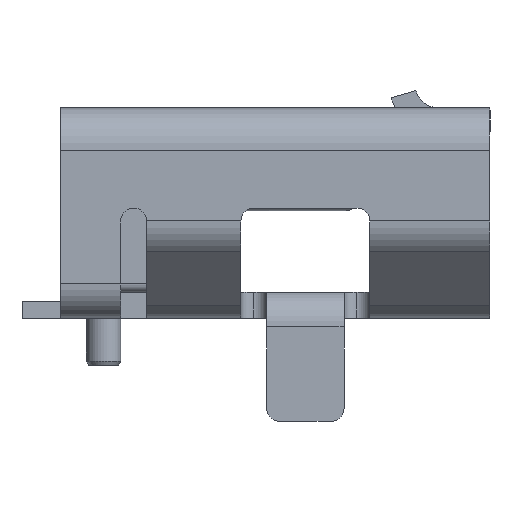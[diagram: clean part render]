
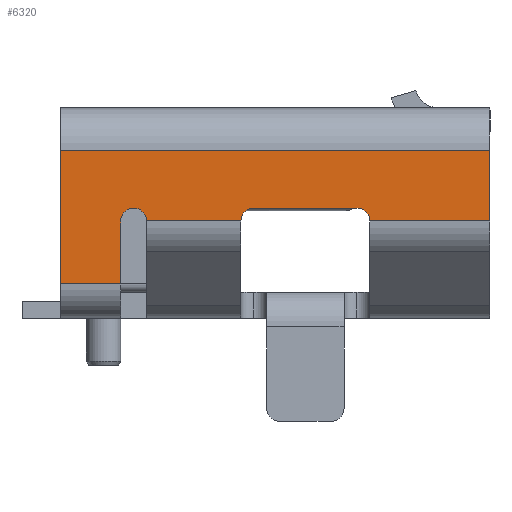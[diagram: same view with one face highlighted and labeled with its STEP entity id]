
A CAD part, left-side view. The second image highlights one B-rep face of the part: STEP entity #6320.
In plain terms, the highlighted planar face has unit normal (-1, 0, 0).
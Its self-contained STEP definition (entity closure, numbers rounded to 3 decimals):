
#6320 = ADVANCED_FACE('',(#6321),#6423,.F.);
#6321 = FACE_BOUND('',#6322,.T.);
#6322 = EDGE_LOOP('',(#6323,#6333,#6342,#6350,#6359,#6367,#6375,#6383,
    #6391,#6399,#6407,#6416));
#6323 = ORIENTED_EDGE('',*,*,#6324,.F.);
#6324 = EDGE_CURVE('',#6325,#6327,#6329,.T.);
#6325 = VERTEX_POINT('',#6326);
#6326 = CARTESIAN_POINT('',(-3.75,-0.547,1.133
    ));
#6327 = VERTEX_POINT('',#6328);
#6328 = CARTESIAN_POINT('',(-3.75,0.553,1.133)
  );
#6329 = LINE('',#6330,#6331);
#6330 = CARTESIAN_POINT('',(-3.75,-3.447,1.133
    ));
#6331 = VECTOR('',#6332,1.);
#6332 = DIRECTION('',(0.,1.,0.));
#6333 = ORIENTED_EDGE('',*,*,#6334,.T.);
#6334 = EDGE_CURVE('',#6325,#6335,#6337,.T.);
#6335 = VERTEX_POINT('',#6336);
#6336 = CARTESIAN_POINT('',(-3.75,-0.697,
    1.283));
#6337 = CIRCLE('',#6338,0.15);
#6338 = AXIS2_PLACEMENT_3D('',#6339,#6340,#6341);
#6339 = CARTESIAN_POINT('',(-3.75,-0.697,1.133
    ));
#6340 = DIRECTION('',(1.,0.,-0.));
#6341 = DIRECTION('',(0.,1.,0.));
#6342 = ORIENTED_EDGE('',*,*,#6343,.T.);
#6343 = EDGE_CURVE('',#6335,#6344,#6346,.T.);
#6344 = VERTEX_POINT('',#6345);
#6345 = CARTESIAN_POINT('',(-3.75,-1.897,
    1.283));
#6346 = LINE('',#6347,#6348);
#6347 = CARTESIAN_POINT('',(-3.75,-0.547,
    1.283));
#6348 = VECTOR('',#6349,1.);
#6349 = DIRECTION('',(0.,-1.,0.));
#6350 = ORIENTED_EDGE('',*,*,#6351,.T.);
#6351 = EDGE_CURVE('',#6344,#6352,#6354,.T.);
#6352 = VERTEX_POINT('',#6353);
#6353 = CARTESIAN_POINT('',(-3.75,-2.047,1.133
    ));
#6354 = CIRCLE('',#6355,0.15);
#6355 = AXIS2_PLACEMENT_3D('',#6356,#6357,#6358);
#6356 = CARTESIAN_POINT('',(-3.75,-1.897,1.133
    ));
#6357 = DIRECTION('',(1.,0.,-0.));
#6358 = DIRECTION('',(0.,1.,0.));
#6359 = ORIENTED_EDGE('',*,*,#6360,.F.);
#6360 = EDGE_CURVE('',#6361,#6352,#6363,.T.);
#6361 = VERTEX_POINT('',#6362);
#6362 = CARTESIAN_POINT('',(-3.75,-3.447,1.133
    ));
#6363 = LINE('',#6364,#6365);
#6364 = CARTESIAN_POINT('',(-3.75,-3.447,1.133
    ));
#6365 = VECTOR('',#6366,1.);
#6366 = DIRECTION('',(0.,1.,0.));
#6367 = ORIENTED_EDGE('',*,*,#6368,.F.);
#6368 = EDGE_CURVE('',#6369,#6361,#6371,.T.);
#6369 = VERTEX_POINT('',#6370);
#6370 = CARTESIAN_POINT('',(-3.75,-3.447,
    1.95));
#6371 = LINE('',#6372,#6373);
#6372 = CARTESIAN_POINT('',(-3.75,-3.447,1.133
    ));
#6373 = VECTOR('',#6374,1.);
#6374 = DIRECTION('',(0.,0.,-1.));
#6375 = ORIENTED_EDGE('',*,*,#6376,.T.);
#6376 = EDGE_CURVE('',#6369,#6377,#6379,.T.);
#6377 = VERTEX_POINT('',#6378);
#6378 = CARTESIAN_POINT('',(-3.75,1.553,1.95
    ));
#6379 = LINE('',#6380,#6381);
#6380 = CARTESIAN_POINT('',(-3.75,-3.447,
    1.95));
#6381 = VECTOR('',#6382,1.);
#6382 = DIRECTION('',(0.,1.,0.));
#6383 = ORIENTED_EDGE('',*,*,#6384,.T.);
#6384 = EDGE_CURVE('',#6377,#6385,#6387,.T.);
#6385 = VERTEX_POINT('',#6386);
#6386 = CARTESIAN_POINT('',(-3.75,1.553,0.4
    ));
#6387 = LINE('',#6388,#6389);
#6388 = CARTESIAN_POINT('',(-3.75,1.553,1.133)
  );
#6389 = VECTOR('',#6390,1.);
#6390 = DIRECTION('',(0.,0.,-1.));
#6391 = ORIENTED_EDGE('',*,*,#6392,.F.);
#6392 = EDGE_CURVE('',#6393,#6385,#6395,.T.);
#6393 = VERTEX_POINT('',#6394);
#6394 = CARTESIAN_POINT('',(-3.75,0.853,0.4
    ));
#6395 = LINE('',#6396,#6397);
#6396 = CARTESIAN_POINT('',(-3.75,-1.137,
    0.4));
#6397 = VECTOR('',#6398,1.);
#6398 = DIRECTION('',(0.,1.,0.));
#6399 = ORIENTED_EDGE('',*,*,#6400,.F.);
#6400 = EDGE_CURVE('',#6401,#6393,#6403,.T.);
#6401 = VERTEX_POINT('',#6402);
#6402 = CARTESIAN_POINT('',(-3.75,0.853,1.133)
  );
#6403 = LINE('',#6404,#6405);
#6404 = CARTESIAN_POINT('',(-3.75,0.853,1.283
    ));
#6405 = VECTOR('',#6406,1.);
#6406 = DIRECTION('',(0.,0.,-1.));
#6407 = ORIENTED_EDGE('',*,*,#6408,.T.);
#6408 = EDGE_CURVE('',#6401,#6409,#6411,.T.);
#6409 = VERTEX_POINT('',#6410);
#6410 = CARTESIAN_POINT('',(-3.75,0.703,1.283
    ));
#6411 = CIRCLE('',#6412,0.15);
#6412 = AXIS2_PLACEMENT_3D('',#6413,#6414,#6415);
#6413 = CARTESIAN_POINT('',(-3.75,0.703,1.133)
  );
#6414 = DIRECTION('',(1.,0.,-0.));
#6415 = DIRECTION('',(0.,1.,0.));
#6416 = ORIENTED_EDGE('',*,*,#6417,.T.);
#6417 = EDGE_CURVE('',#6409,#6327,#6418,.T.);
#6418 = CIRCLE('',#6419,0.15);
#6419 = AXIS2_PLACEMENT_3D('',#6420,#6421,#6422);
#6420 = CARTESIAN_POINT('',(-3.75,0.703,1.133)
  );
#6421 = DIRECTION('',(1.,0.,-0.));
#6422 = DIRECTION('',(0.,1.,0.));
#6423 = PLANE('',#6424);
#6424 = AXIS2_PLACEMENT_3D('',#6425,#6426,#6427);
#6425 = CARTESIAN_POINT('',(-3.75,-3.447,1.133
    ));
#6426 = DIRECTION('',(1.,0.,0.));
#6427 = DIRECTION('',(-0.,1.,0.));
